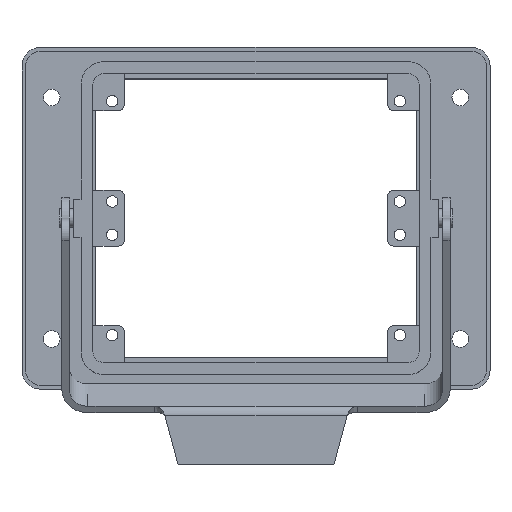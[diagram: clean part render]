
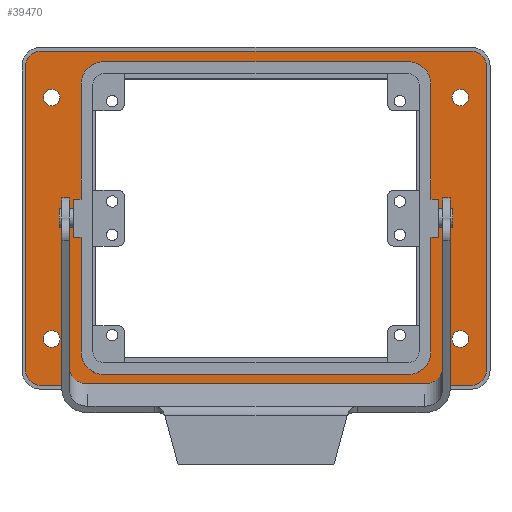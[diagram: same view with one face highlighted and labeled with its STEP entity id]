
A CAD part, top view. The second image highlights one B-rep face of the part: STEP entity #39470.
In plain terms, the highlighted planar face has unit normal (0, 0, 1).
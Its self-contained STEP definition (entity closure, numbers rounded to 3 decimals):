
#21090=CARTESIAN_POINT('',(-49.,0.,8.));
#21100=DIRECTION('',(0.,1.,0.));
#21110=VECTOR('',#21100,1.);
#21120=LINE('',#21090,#21110);
#21130=CARTESIAN_POINT('',(-49.,-5.,8.));
#21140=VERTEX_POINT('',#21130);
#21150=CARTESIAN_POINT('',(-49.,5.,8.));
#21160=VERTEX_POINT('',#21150);
#21170=EDGE_CURVE('',#21140,#21160,#21120,.T.);
#21490=CARTESIAN_POINT('',(-47.,0.,8.));
#21500=DIRECTION('',(0.,-1.,0.));
#21510=VECTOR('',#21500,1.);
#21520=LINE('',#21490,#21510);
#21530=CARTESIAN_POINT('',(-47.,36.,8.));
#21540=VERTEX_POINT('',#21530);
#21550=CARTESIAN_POINT('',(-47.,5.,8.));
#21560=VERTEX_POINT('',#21550);
#21570=EDGE_CURVE('',#21540,#21560,#21520,.T.);
#21970=CARTESIAN_POINT('',(0.,5.,8.));
#21980=DIRECTION('',(1.,0.,0.));
#21990=VECTOR('',#21980,1.);
#22000=LINE('',#21970,#21990);
#22010=EDGE_CURVE('',#21160,#21560,#22000,.T.);
#36880=CARTESIAN_POINT('',(57.25,32.5,8.));
#36890=VERTEX_POINT('',#36880);
#36970=CARTESIAN_POINT('',(52.75,32.5,8.));
#36980=VERTEX_POINT('',#36970);
#37010=CARTESIAN_POINT('',(55.,32.5,8.));
#37020=DIRECTION('',(0.,0.,1.));
#37030=DIRECTION('',(-1.,0.,0.));
#37040=AXIS2_PLACEMENT_3D('',#37010,#37020,#37030);
#37050=CIRCLE('',#37040,2.25);
#37060=EDGE_CURVE('',#36890,#36980,#37050,.T.);
#37110=CARTESIAN_POINT('',(0.,0.,8.));
#37120=DIRECTION('',(0.,0.,1.));
#37130=DIRECTION('',(1.,0.,0.));
#37140=AXIS2_PLACEMENT_3D('',#37110,#37120,#37130);
#37150=PLANE('',#37140);
#37160=EDGE_CURVE('',#36980,#36890,#37050,.T.);
#37170=ORIENTED_EDGE('',*,*,#37160,.F.);
#37180=ORIENTED_EDGE('',*,*,#37060,.F.);
#37190=EDGE_LOOP('',(#37180,#37170));
#37200=FACE_BOUND('',#37190,.T.);
#37210=CARTESIAN_POINT('',(-55.,32.5,8.));
#37220=DIRECTION('',(0.,0.,1.));
#37230=DIRECTION('',(-1.,0.,0.));
#37240=AXIS2_PLACEMENT_3D('',#37210,#37220,#37230);
#37250=CIRCLE('',#37240,2.25);
#37260=CARTESIAN_POINT('',(-57.25,32.5,8.));
#37270=VERTEX_POINT('',#37260);
#37280=CARTESIAN_POINT('',(-52.75,32.5,8.));
#37290=VERTEX_POINT('',#37280);
#37300=EDGE_CURVE('',#37270,#37290,#37250,.T.);
#37310=ORIENTED_EDGE('',*,*,#37300,.F.);
#37320=EDGE_CURVE('',#37290,#37270,#37250,.T.);
#37330=ORIENTED_EDGE('',*,*,#37320,.F.);
#37340=EDGE_LOOP('',(#37330,#37310));
#37350=FACE_BOUND('',#37340,.T.);
#37360=CARTESIAN_POINT('',(47.,0.,8.));
#37370=DIRECTION('',(0.,1.,0.));
#37380=VECTOR('',#37370,1.);
#37390=LINE('',#37360,#37380);
#37400=CARTESIAN_POINT('',(47.,5.,8.));
#37410=VERTEX_POINT('',#37400);
#37420=CARTESIAN_POINT('',(47.,36.,8.));
#37430=VERTEX_POINT('',#37420);
#37440=EDGE_CURVE('',#37410,#37430,#37390,.T.);
#37450=ORIENTED_EDGE('',*,*,#37440,.F.);
#37460=CARTESIAN_POINT('',(41.,36.,8.));
#37470=DIRECTION('',(0.,0.,1.));
#37480=DIRECTION('',(-1.,0.,0.));
#37490=AXIS2_PLACEMENT_3D('',#37460,#37470,#37480);
#37500=CIRCLE('',#37490,6.);
#37510=CARTESIAN_POINT('',(41.,42.,8.));
#37520=VERTEX_POINT('',#37510);
#37530=EDGE_CURVE('',#37430,#37520,#37500,.T.);
#37540=ORIENTED_EDGE('',*,*,#37530,.F.);
#37550=CARTESIAN_POINT('',(0.,42.,8.));
#37560=DIRECTION('',(-1.,0.,0.));
#37570=VECTOR('',#37560,1.);
#37580=LINE('',#37550,#37570);
#37590=CARTESIAN_POINT('',(-41.,42.,8.));
#37600=VERTEX_POINT('',#37590);
#37610=EDGE_CURVE('',#37520,#37600,#37580,.T.);
#37620=ORIENTED_EDGE('',*,*,#37610,.F.);
#37630=CARTESIAN_POINT('',(-41.,36.,8.));
#37640=DIRECTION('',(0.,0.,1.));
#37650=DIRECTION('',(0.,-1.,0.));
#37660=AXIS2_PLACEMENT_3D('',#37630,#37640,#37650);
#37670=CIRCLE('',#37660,6.);
#37680=EDGE_CURVE('',#37600,#21540,#37670,.T.);
#37690=ORIENTED_EDGE('',*,*,#37680,.F.);
#37700=ORIENTED_EDGE('',*,*,#21570,.F.);
#37710=ORIENTED_EDGE('',*,*,#22010,.T.);
#37720=ORIENTED_EDGE('',*,*,#21170,.T.);
#37730=CARTESIAN_POINT('',(0.,-5.,8.));
#37740=DIRECTION('',(-1.,0.,0.));
#37750=VECTOR('',#37740,1.);
#37760=LINE('',#37730,#37750);
#37770=CARTESIAN_POINT('',(-47.,-5.,8.));
#37780=VERTEX_POINT('',#37770);
#37790=EDGE_CURVE('',#37780,#21140,#37760,.T.);
#37800=ORIENTED_EDGE('',*,*,#37790,.T.);
#37810=CARTESIAN_POINT('',(-47.,0.,8.));
#37820=DIRECTION('',(0.,-1.,0.));
#37830=VECTOR('',#37820,1.);
#37840=LINE('',#37810,#37830);
#37850=CARTESIAN_POINT('',(-47.,-36.,8.));
#37860=VERTEX_POINT('',#37850);
#37870=EDGE_CURVE('',#37780,#37860,#37840,.T.);
#37880=ORIENTED_EDGE('',*,*,#37870,.F.);
#37890=CARTESIAN_POINT('',(-41.,-36.,8.));
#37900=DIRECTION('',(0.,0.,1.));
#37910=DIRECTION('',(1.,0.,0.));
#37920=AXIS2_PLACEMENT_3D('',#37890,#37900,#37910);
#37930=CIRCLE('',#37920,6.);
#37940=CARTESIAN_POINT('',(-41.,-42.,8.));
#37950=VERTEX_POINT('',#37940);
#37960=EDGE_CURVE('',#37860,#37950,#37930,.T.);
#37970=ORIENTED_EDGE('',*,*,#37960,.F.);
#37980=CARTESIAN_POINT('',(0.,-42.,8.));
#37990=DIRECTION('',(1.,0.,0.));
#38000=VECTOR('',#37990,1.);
#38010=LINE('',#37980,#38000);
#38020=CARTESIAN_POINT('',(41.,-42.,8.));
#38030=VERTEX_POINT('',#38020);
#38040=EDGE_CURVE('',#37950,#38030,#38010,.T.);
#38050=ORIENTED_EDGE('',*,*,#38040,.F.);
#38060=CARTESIAN_POINT('',(41.,-36.,8.));
#38070=DIRECTION('',(0.,0.,1.));
#38080=DIRECTION('',(0.,1.,0.));
#38090=AXIS2_PLACEMENT_3D('',#38060,#38070,#38080);
#38100=CIRCLE('',#38090,6.);
#38110=CARTESIAN_POINT('',(47.,-36.,8.));
#38120=VERTEX_POINT('',#38110);
#38130=EDGE_CURVE('',#38030,#38120,#38100,.T.);
#38140=ORIENTED_EDGE('',*,*,#38130,.F.);
#38150=CARTESIAN_POINT('',(47.,0.,8.));
#38160=DIRECTION('',(0.,1.,0.));
#38170=VECTOR('',#38160,1.);
#38180=LINE('',#38150,#38170);
#38190=CARTESIAN_POINT('',(47.,-5.,8.));
#38200=VERTEX_POINT('',#38190);
#38210=EDGE_CURVE('',#38120,#38200,#38180,.T.);
#38220=ORIENTED_EDGE('',*,*,#38210,.F.);
#38230=CARTESIAN_POINT('',(0.,-5.,8.));
#38240=DIRECTION('',(-1.,0.,0.));
#38250=VECTOR('',#38240,1.);
#38260=LINE('',#38230,#38250);
#38270=CARTESIAN_POINT('',(49.,-5.,8.));
#38280=VERTEX_POINT('',#38270);
#38290=EDGE_CURVE('',#38280,#38200,#38260,.T.);
#38300=ORIENTED_EDGE('',*,*,#38290,.T.);
#38310=CARTESIAN_POINT('',(49.,0.,8.));
#38320=DIRECTION('',(0.,-1.,0.));
#38330=VECTOR('',#38320,1.);
#38340=LINE('',#38310,#38330);
#38350=CARTESIAN_POINT('',(49.,5.,8.));
#38360=VERTEX_POINT('',#38350);
#38370=EDGE_CURVE('',#38360,#38280,#38340,.T.);
#38380=ORIENTED_EDGE('',*,*,#38370,.T.);
#38390=CARTESIAN_POINT('',(0.,5.,8.));
#38400=DIRECTION('',(1.,0.,0.));
#38410=VECTOR('',#38400,1.);
#38420=LINE('',#38390,#38410);
#38430=EDGE_CURVE('',#37410,#38360,#38420,.T.);
#38440=ORIENTED_EDGE('',*,*,#38430,.T.);
#38450=EDGE_LOOP('',(#38440,#38380,#38300,#38220,#38140,#38050,#37970,
#37880,#37800,#37720,#37710,#37700,#37690,#37620,#37540,#37450));
#38460=FACE_BOUND('',#38450,.T.);
#38470=CARTESIAN_POINT('',(-55.,-32.5,8.));
#38480=DIRECTION('',(0.,0.,1.));
#38490=DIRECTION('',(-1.,0.,0.));
#38500=AXIS2_PLACEMENT_3D('',#38470,#38480,#38490);
#38510=CIRCLE('',#38500,2.25);
#38520=CARTESIAN_POINT('',(-57.25,-32.5,8.));
#38530=VERTEX_POINT('',#38520);
#38540=CARTESIAN_POINT('',(-52.75,-32.5,8.));
#38550=VERTEX_POINT('',#38540);
#38560=EDGE_CURVE('',#38530,#38550,#38510,.T.);
#38570=ORIENTED_EDGE('',*,*,#38560,.F.);
#38580=EDGE_CURVE('',#38550,#38530,#38510,.T.);
#38590=ORIENTED_EDGE('',*,*,#38580,.F.);
#38600=EDGE_LOOP('',(#38590,#38570));
#38610=FACE_BOUND('',#38600,.T.);
#38620=CARTESIAN_POINT('',(55.,-32.5,8.));
#38630=DIRECTION('',(0.,0.,1.));
#38640=DIRECTION('',(-1.,0.,0.));
#38650=AXIS2_PLACEMENT_3D('',#38620,#38630,#38640);
#38660=CIRCLE('',#38650,2.25);
#38670=CARTESIAN_POINT('',(52.75,-32.5,8.));
#38680=VERTEX_POINT('',#38670);
#38690=CARTESIAN_POINT('',(57.25,-32.5,8.));
#38700=VERTEX_POINT('',#38690);
#38710=EDGE_CURVE('',#38680,#38700,#38660,.T.);
#38720=ORIENTED_EDGE('',*,*,#38710,.F.);
#38730=EDGE_CURVE('',#38700,#38680,#38660,.T.);
#38740=ORIENTED_EDGE('',*,*,#38730,.F.);
#38750=EDGE_LOOP('',(#38740,#38720));
#38760=FACE_BOUND('',#38750,.T.);
#38770=CARTESIAN_POINT('',(-58.,41.,8.));
#38780=DIRECTION('',(0.,0.,1.));
#38790=DIRECTION('',(0.,1.,0.));
#38800=AXIS2_PLACEMENT_3D('',#38770,#38780,#38790);
#38810=CIRCLE('',#38800,4.);
#38820=CARTESIAN_POINT('',(-58.,45.,8.));
#38830=VERTEX_POINT('',#38820);
#38840=CARTESIAN_POINT('',(-62.,41.,8.));
#38850=VERTEX_POINT('',#38840);
#38860=EDGE_CURVE('',#38830,#38850,#38810,.T.);
#38870=ORIENTED_EDGE('',*,*,#38860,.T.);
#38880=CARTESIAN_POINT('',(0.,45.,8.));
#38890=DIRECTION('',(-1.,0.,0.));
#38900=VECTOR('',#38890,1.);
#38910=LINE('',#38880,#38900);
#38920=CARTESIAN_POINT('',(58.,45.,8.));
#38930=VERTEX_POINT('',#38920);
#38940=EDGE_CURVE('',#38930,#38830,#38910,.T.);
#38950=ORIENTED_EDGE('',*,*,#38940,.T.);
#38960=CARTESIAN_POINT('',(58.,41.,8.));
#38970=DIRECTION('',(0.,0.,1.));
#38980=DIRECTION('',(1.,0.,0.));
#38990=AXIS2_PLACEMENT_3D('',#38960,#38970,#38980);
#39000=CIRCLE('',#38990,4.);
#39010=CARTESIAN_POINT('',(62.,41.,8.));
#39020=VERTEX_POINT('',#39010);
#39030=EDGE_CURVE('',#39020,#38930,#39000,.T.);
#39040=ORIENTED_EDGE('',*,*,#39030,.T.);
#39050=CARTESIAN_POINT('',(62.,0.,8.));
#39060=DIRECTION('',(0.,1.,0.));
#39070=VECTOR('',#39060,1.);
#39080=LINE('',#39050,#39070);
#39090=CARTESIAN_POINT('',(62.,-41.,8.));
#39100=VERTEX_POINT('',#39090);
#39110=EDGE_CURVE('',#39100,#39020,#39080,.T.);
#39120=ORIENTED_EDGE('',*,*,#39110,.T.);
#39130=CARTESIAN_POINT('',(58.,-41.,8.));
#39140=DIRECTION('',(0.,0.,1.));
#39150=DIRECTION('',(0.,-1.,0.));
#39160=AXIS2_PLACEMENT_3D('',#39130,#39140,#39150);
#39170=CIRCLE('',#39160,4.);
#39180=CARTESIAN_POINT('',(58.,-45.,8.));
#39190=VERTEX_POINT('',#39180);
#39200=EDGE_CURVE('',#39190,#39100,#39170,.T.);
#39210=ORIENTED_EDGE('',*,*,#39200,.T.);
#39220=CARTESIAN_POINT('',(0.,-45.,8.));
#39230=DIRECTION('',(1.,0.,0.));
#39240=VECTOR('',#39230,1.);
#39250=LINE('',#39220,#39240);
#39260=CARTESIAN_POINT('',(-58.,-45.,8.));
#39270=VERTEX_POINT('',#39260);
#39280=EDGE_CURVE('',#39270,#39190,#39250,.T.);
#39290=ORIENTED_EDGE('',*,*,#39280,.T.);
#39300=CARTESIAN_POINT('',(-58.,-41.,8.));
#39310=DIRECTION('',(0.,0.,1.));
#39320=DIRECTION('',(-1.,0.,0.));
#39330=AXIS2_PLACEMENT_3D('',#39300,#39310,#39320);
#39340=CIRCLE('',#39330,4.);
#39350=CARTESIAN_POINT('',(-62.,-41.,8.));
#39360=VERTEX_POINT('',#39350);
#39370=EDGE_CURVE('',#39360,#39270,#39340,.T.);
#39380=ORIENTED_EDGE('',*,*,#39370,.T.);
#39390=CARTESIAN_POINT('',(-62.,0.,8.));
#39400=DIRECTION('',(0.,-1.,0.));
#39410=VECTOR('',#39400,1.);
#39420=LINE('',#39390,#39410);
#39430=EDGE_CURVE('',#38850,#39360,#39420,.T.);
#39440=ORIENTED_EDGE('',*,*,#39430,.T.);
#39450=EDGE_LOOP('',(#39440,#39380,#39290,#39210,#39120,#39040,#38950,
#38870));
#39460=FACE_OUTER_BOUND('',#39450,.T.);
#39470=ADVANCED_FACE('',(#37200,#37350,#38460,#38610,#38760,#39460),
#37150,.T.);
